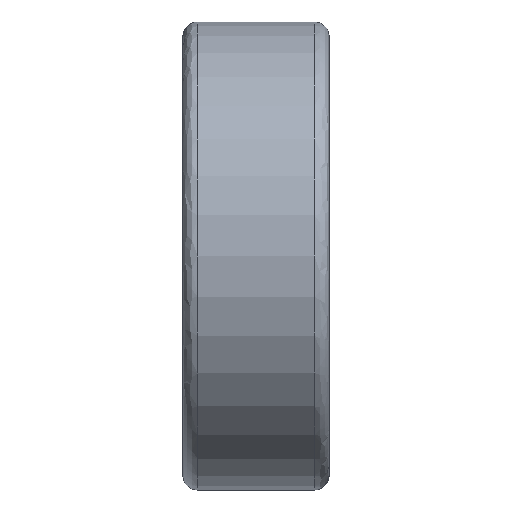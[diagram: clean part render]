
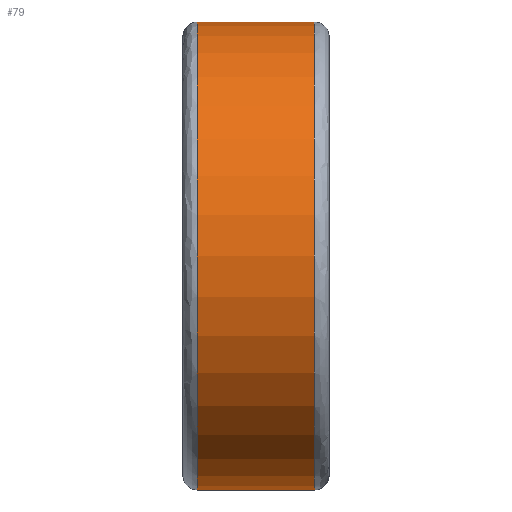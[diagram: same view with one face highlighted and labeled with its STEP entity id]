
A CAD part, front view. The second image highlights one B-rep face of the part: STEP entity #79.
In plain terms, the highlighted cylindrical face has radius 80 mm (diameter 160 mm), a partial arc.
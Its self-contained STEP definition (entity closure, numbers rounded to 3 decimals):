
#63 = VERTEX_POINT ( 'NONE', #1210 ) ;
#79 = ADVANCED_FACE ( 'NONE', ( #2105 ), #2787, .T. ) ;
#489 = AXIS2_PLACEMENT_3D ( 'NONE', #547, #4062, #815 ) ;
#547 = CARTESIAN_POINT ( 'NONE',  ( -20., 0., 0. ) ) ;
#740 = VERTEX_POINT ( 'NONE', #4161 ) ;
#815 = DIRECTION ( 'NONE',  ( 0., 0., 1. ) ) ;
#912 = LINE ( 'NONE', #1183, #3418 ) ;
#1010 = ORIENTED_EDGE ( 'NONE', *, *, #2327, .T. ) ;
#1088 = CIRCLE ( 'NONE', #489, 80. ) ;
#1183 = CARTESIAN_POINT ( 'NONE',  ( 0., 0., 80. ) ) ;
#1193 = DIRECTION ( 'NONE',  ( -1., 0., 0. ) ) ;
#1210 = CARTESIAN_POINT ( 'NONE',  ( 20., 0., -80. ) ) ;
#1228 = CIRCLE ( 'NONE', #1955, 80. ) ;
#1286 = CARTESIAN_POINT ( 'NONE',  ( 20., 0., 0. ) ) ;
#1358 = ORIENTED_EDGE ( 'NONE', *, *, #4012, .F. ) ;
#1414 = LINE ( 'NONE', #4083, #2211 ) ;
#1455 = ORIENTED_EDGE ( 'NONE', *, *, #2591, .T. ) ;
#1583 = VERTEX_POINT ( 'NONE', #3872 ) ;
#1606 = DIRECTION ( 'NONE',  ( -1., 0., 0. ) ) ;
#1955 = AXIS2_PLACEMENT_3D ( 'NONE', #1286, #1606, #2889 ) ;
#2105 = FACE_OUTER_BOUND ( 'NONE', #3931, .T. ) ;
#2211 = VECTOR ( 'NONE', #1193, 1000. ) ;
#2235 = ORIENTED_EDGE ( 'NONE', *, *, #2868, .T. ) ;
#2261 = CARTESIAN_POINT ( 'NONE',  ( 20., 0., 80. ) ) ;
#2327 = EDGE_CURVE ( 'NONE', #1583, #740, #1088, .T. ) ;
#2495 = DIRECTION ( 'NONE',  ( 0., 0., 1. ) ) ;
#2591 = EDGE_CURVE ( 'NONE', #63, #3664, #1228, .T. ) ;
#2787 = CYLINDRICAL_SURFACE ( 'NONE', #3877, 80. ) ;
#2868 = EDGE_CURVE ( 'NONE', #3664, #1583, #912, .T. ) ;
#2889 = DIRECTION ( 'NONE',  ( 0., 0., 1. ) ) ;
#3418 = VECTOR ( 'NONE', #4113, 1000. ) ;
#3459 = DIRECTION ( 'NONE',  ( -1., 0., 0. ) ) ;
#3664 = VERTEX_POINT ( 'NONE', #2261 ) ;
#3872 = CARTESIAN_POINT ( 'NONE',  ( -20., 0., 80. ) ) ;
#3877 = AXIS2_PLACEMENT_3D ( 'NONE', #4077, #3459, #2495 ) ;
#3931 = EDGE_LOOP ( 'NONE', ( #1358, #1455, #2235, #1010 ) ) ;
#4012 = EDGE_CURVE ( 'NONE', #63, #740, #1414, .T. ) ;
#4062 = DIRECTION ( 'NONE',  ( 1., 0., 0. ) ) ;
#4077 = CARTESIAN_POINT ( 'NONE',  ( 0., 0., 0. ) ) ;
#4083 = CARTESIAN_POINT ( 'NONE',  ( 0., 0., -80. ) ) ;
#4113 = DIRECTION ( 'NONE',  ( -1., 0., 0. ) ) ;
#4161 = CARTESIAN_POINT ( 'NONE',  ( -20., 0., -80. ) ) ;
